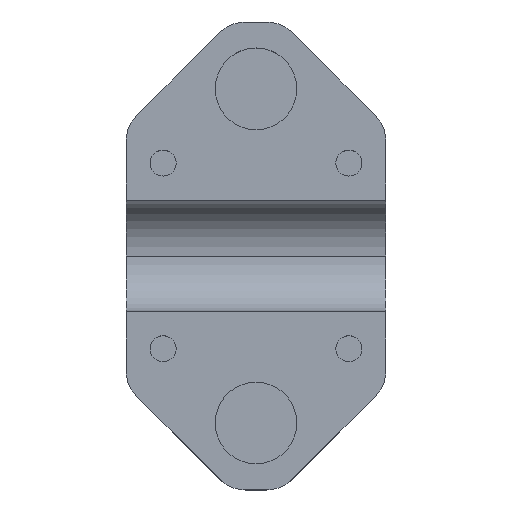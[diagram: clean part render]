
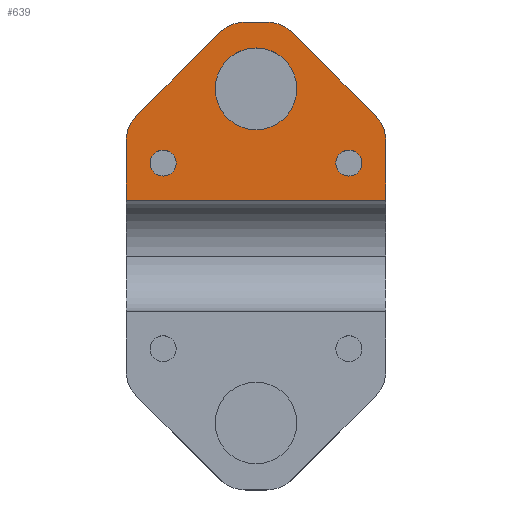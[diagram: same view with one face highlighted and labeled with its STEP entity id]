
A CAD part, top view. The second image highlights one B-rep face of the part: STEP entity #639.
In plain terms, the highlighted planar face has unit normal (0, 0, 1).
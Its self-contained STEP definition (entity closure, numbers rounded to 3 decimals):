
#28 = DIRECTION ( 'NONE',  ( 0., 0., 1. ) ) ;
#34 = VERTEX_POINT ( 'NONE', #542 ) ;
#47 = DIRECTION ( 'NONE',  ( 1., 0., 0. ) ) ;
#49 = CIRCLE ( 'NONE', #670, 5.5 ) ;
#52 = DIRECTION ( 'NONE',  ( 0., -1., 0. ) ) ;
#81 = ORIENTED_EDGE ( 'NONE', *, *, #1084, .T. ) ;
#107 = DIRECTION ( 'NONE',  ( 0., 0., 1. ) ) ;
#112 = VECTOR ( 'NONE', #887, 1000. ) ;
#131 = DIRECTION ( 'NONE',  ( 0., 0., 1. ) ) ;
#134 = CARTESIAN_POINT ( 'NONE',  ( 14.25, 12.5, 12.5 ) ) ;
#137 = CARTESIAN_POINT ( 'NONE',  ( 16.036, 18.964, 12.5 ) ) ;
#146 = CARTESIAN_POINT ( 'NONE',  ( 17.5, 15.429, 12.5 ) ) ;
#149 = CARTESIAN_POINT ( 'NONE',  ( -17.501, 7.496, 12.5 ) ) ;
#151 = PLANE ( 'NONE',  #813 ) ;
#158 = VERTEX_POINT ( 'NONE', #874 ) ;
#166 = ORIENTED_EDGE ( 'NONE', *, *, #1103, .F. ) ;
#167 = CARTESIAN_POINT ( 'NONE',  ( -10.75, 12.5, 12.5 ) ) ;
#192 = CARTESIAN_POINT ( 'NONE',  ( -12.5, 12.5, 12.5 ) ) ;
#196 = DIRECTION ( 'NONE',  ( -0.707, -0.707, 0. ) ) ;
#205 = CARTESIAN_POINT ( 'NONE',  ( -16.036, 18.964, 12.5 ) ) ;
#215 = ORIENTED_EDGE ( 'NONE', *, *, #1333, .T. ) ;
#219 = DIRECTION ( 'NONE',  ( -1., 0., 0. ) ) ;
#222 = VERTEX_POINT ( 'NONE', #539 ) ;
#228 = CARTESIAN_POINT ( 'NONE',  ( 0., 22.5, 12.5 ) ) ;
#241 = EDGE_LOOP ( 'NONE', ( #493, #320 ) ) ;
#285 = CIRCLE ( 'NONE', #653, 5. ) ;
#294 = DIRECTION ( 'NONE',  ( 1., 0., 0. ) ) ;
#308 = EDGE_LOOP ( 'NONE', ( #650, #1350, #81, #350, #688, #385, #1072, #1158, #1469, #215 ) ) ;
#320 = ORIENTED_EDGE ( 'NONE', *, *, #1248, .F. ) ;
#324 = DIRECTION ( 'NONE',  ( 1., 0., 0. ) ) ;
#328 = CARTESIAN_POINT ( 'NONE',  ( -1.429, 26.5, 12.5 ) ) ;
#332 = VECTOR ( 'NONE', #52, 1000. ) ;
#338 = CARTESIAN_POINT ( 'NONE',  ( -14.25, 12.5, 12.5 ) ) ;
#345 = AXIS2_PLACEMENT_3D ( 'NONE', #696, #28, #823 ) ;
#348 = VERTEX_POINT ( 'NONE', #1511 ) ;
#350 = ORIENTED_EDGE ( 'NONE', *, *, #1116, .T. ) ;
#355 = CARTESIAN_POINT ( 'NONE',  ( -5.5, 22.5, 12.5 ) ) ;
#356 = AXIS2_PLACEMENT_3D ( 'NONE', #1218, #438, #1358 ) ;
#385 = ORIENTED_EDGE ( 'NONE', *, *, #1121, .T. ) ;
#408 = CARTESIAN_POINT ( 'NONE',  ( -12.5, 15.429, 12.5 ) ) ;
#438 = DIRECTION ( 'NONE',  ( 0., 0., 1. ) ) ;
#441 = LINE ( 'NONE', #149, #1421 ) ;
#454 = DIRECTION ( 'NONE',  ( 1., 0., 0. ) ) ;
#465 = CIRCLE ( 'NONE', #485, 1.75 ) ;
#475 = AXIS2_PLACEMENT_3D ( 'NONE', #668, #1517, #695 ) ;
#482 = CARTESIAN_POINT ( 'NONE',  ( -4.964, 30.036, 12.5 ) ) ;
#485 = AXIS2_PLACEMENT_3D ( 'NONE', #192, #1036, #294 ) ;
#493 = ORIENTED_EDGE ( 'NONE', *, *, #1108, .F. ) ;
#503 = VECTOR ( 'NONE', #196, 1000. ) ;
#522 = VERTEX_POINT ( 'NONE', #146 ) ;
#538 = AXIS2_PLACEMENT_3D ( 'NONE', #802, #107, #926 ) ;
#539 = CARTESIAN_POINT ( 'NONE',  ( -17.5, 7.496, 12.5 ) ) ;
#541 = DIRECTION ( 'NONE',  ( 1., 0., 0. ) ) ;
#542 = CARTESIAN_POINT ( 'NONE',  ( 10.75, 12.5, 12.5 ) ) ;
#543 = EDGE_LOOP ( 'NONE', ( #1402, #747 ) ) ;
#573 = VERTEX_POINT ( 'NONE', #846 ) ;
#576 = DIRECTION ( 'NONE',  ( 0., 0., 1. ) ) ;
#603 = CARTESIAN_POINT ( 'NONE',  ( 4.964, 30.036, 12.5 ) ) ;
#604 = FACE_BOUND ( 'NONE', #241, .T. ) ;
#605 = CIRCLE ( 'NONE', #656, 5. ) ;
#607 = CARTESIAN_POINT ( 'NONE',  ( -1.429, 31.5, 12.5 ) ) ;
#612 = DIRECTION ( 'NONE',  ( 0., 0., 1. ) ) ;
#615 = VERTEX_POINT ( 'NONE', #603 ) ;
#622 = VERTEX_POINT ( 'NONE', #355 ) ;
#625 = LINE ( 'NONE', #810, #1237 ) ;
#626 = CIRCLE ( 'NONE', #538, 1.75 ) ;
#635 = AXIS2_PLACEMENT_3D ( 'NONE', #408, #1324, #541 ) ;
#639 = ADVANCED_FACE ( 'NONE', ( #937, #1381, #604, #975 ), #151, .T. ) ;
#641 = VERTEX_POINT ( 'NONE', #482 ) ;
#646 = CIRCLE ( 'NONE', #356, 1.75 ) ;
#650 = ORIENTED_EDGE ( 'NONE', *, *, #1079, .T. ) ;
#653 = AXIS2_PLACEMENT_3D ( 'NONE', #328, #1230, #454 ) ;
#656 = AXIS2_PLACEMENT_3D ( 'NONE', #827, #131, #951 ) ;
#665 = AXIS2_PLACEMENT_3D ( 'NONE', #1362, #576, #1459 ) ;
#668 = CARTESIAN_POINT ( 'NONE',  ( 0., 22.5, 12.5 ) ) ;
#670 = AXIS2_PLACEMENT_3D ( 'NONE', #228, #1087, #324 ) ;
#686 = VECTOR ( 'NONE', #1022, 1000. ) ;
#688 = ORIENTED_EDGE ( 'NONE', *, *, #988, .T. ) ;
#695 = DIRECTION ( 'NONE',  ( 1., 0., 0. ) ) ;
#696 = CARTESIAN_POINT ( 'NONE',  ( -12.5, 12.5, 12.5 ) ) ;
#701 = VERTEX_POINT ( 'NONE', #134 ) ;
#728 = CARTESIAN_POINT ( 'NONE',  ( -17.5, 17.5, 12.5 ) ) ;
#747 = ORIENTED_EDGE ( 'NONE', *, *, #1168, .F. ) ;
#770 = CARTESIAN_POINT ( 'NONE',  ( 17.5, 17.5, 12.5 ) ) ;
#800 = LINE ( 'NONE', #1184, #503 ) ;
#802 = CARTESIAN_POINT ( 'NONE',  ( 12.5, 12.5, 12.5 ) ) ;
#810 = CARTESIAN_POINT ( 'NONE',  ( 3.5, 31.5, 12.5 ) ) ;
#813 = AXIS2_PLACEMENT_3D ( 'NONE', #1266, #612, #1476 ) ;
#823 = DIRECTION ( 'NONE',  ( 1., 0., 0. ) ) ;
#827 = CARTESIAN_POINT ( 'NONE',  ( 1.429, 26.5, 12.5 ) ) ;
#838 = VERTEX_POINT ( 'NONE', #338 ) ;
#846 = CARTESIAN_POINT ( 'NONE',  ( 1.429, 31.5, 12.5 ) ) ;
#874 = CARTESIAN_POINT ( 'NONE',  ( 5.5, 22.5, 12.5 ) ) ;
#887 = DIRECTION ( 'NONE',  ( 0., 1., 0. ) ) ;
#926 = DIRECTION ( 'NONE',  ( -1., 0., 0. ) ) ;
#937 = FACE_BOUND ( 'NONE', #543, .T. ) ;
#951 = DIRECTION ( 'NONE',  ( 1., 0., 0. ) ) ;
#962 = VERTEX_POINT ( 'NONE', #1220 ) ;
#975 = FACE_OUTER_BOUND ( 'NONE', #308, .T. ) ;
#988 = EDGE_CURVE ( 'NONE', #573, #1342, #625, .T. ) ;
#1005 = EDGE_CURVE ( 'NONE', #641, #1137, #800, .T. ) ;
#1019 = CIRCLE ( 'NONE', #345, 1.75 ) ;
#1022 = DIRECTION ( 'NONE',  ( -0.707, 0.707, 0. ) ) ;
#1027 = EDGE_CURVE ( 'NONE', #962, #222, #1326, .T. ) ;
#1036 = DIRECTION ( 'NONE',  ( 0., 0., 1. ) ) ;
#1066 = CIRCLE ( 'NONE', #475, 5.5 ) ;
#1069 = LINE ( 'NONE', #770, #112 ) ;
#1072 = ORIENTED_EDGE ( 'NONE', *, *, #1005, .T. ) ;
#1079 = EDGE_CURVE ( 'NONE', #348, #522, #1069, .T. ) ;
#1084 = EDGE_CURVE ( 'NONE', #1307, #615, #1382, .T. ) ;
#1087 = DIRECTION ( 'NONE',  ( 0., 0., 1. ) ) ;
#1101 = EDGE_CURVE ( 'NONE', #701, #34, #646, .T. ) ;
#1103 = EDGE_CURVE ( 'NONE', #1371, #838, #1019, .T. ) ;
#1108 = EDGE_CURVE ( 'NONE', #158, #622, #49, .T. ) ;
#1111 = EDGE_CURVE ( 'NONE', #522, #1307, #1300, .T. ) ;
#1116 = EDGE_CURVE ( 'NONE', #615, #573, #605, .T. ) ;
#1121 = EDGE_CURVE ( 'NONE', #1342, #641, #285, .T. ) ;
#1123 = EDGE_CURVE ( 'NONE', #1137, #962, #1455, .T. ) ;
#1137 = VERTEX_POINT ( 'NONE', #205 ) ;
#1139 = ORIENTED_EDGE ( 'NONE', *, *, #1231, .F. ) ;
#1158 = ORIENTED_EDGE ( 'NONE', *, *, #1123, .T. ) ;
#1163 = CARTESIAN_POINT ( 'NONE',  ( 3.5, 31.5, 12.5 ) ) ;
#1168 = EDGE_CURVE ( 'NONE', #34, #701, #626, .T. ) ;
#1184 = CARTESIAN_POINT ( 'NONE',  ( -3.5, 31.5, 12.5 ) ) ;
#1218 = CARTESIAN_POINT ( 'NONE',  ( 12.5, 12.5, 12.5 ) ) ;
#1220 = CARTESIAN_POINT ( 'NONE',  ( -17.5, 15.429, 12.5 ) ) ;
#1230 = DIRECTION ( 'NONE',  ( 0., 0., 1. ) ) ;
#1231 = EDGE_CURVE ( 'NONE', #838, #1371, #465, .T. ) ;
#1237 = VECTOR ( 'NONE', #219, 1000. ) ;
#1248 = EDGE_CURVE ( 'NONE', #622, #158, #1066, .T. ) ;
#1266 = CARTESIAN_POINT ( 'NONE',  ( 0., 0., 12.5 ) ) ;
#1300 = CIRCLE ( 'NONE', #665, 5. ) ;
#1307 = VERTEX_POINT ( 'NONE', #137 ) ;
#1324 = DIRECTION ( 'NONE',  ( 0., 0., 1. ) ) ;
#1326 = LINE ( 'NONE', #728, #332 ) ;
#1333 = EDGE_CURVE ( 'NONE', #222, #348, #441, .T. ) ;
#1342 = VERTEX_POINT ( 'NONE', #607 ) ;
#1350 = ORIENTED_EDGE ( 'NONE', *, *, #1111, .T. ) ;
#1358 = DIRECTION ( 'NONE',  ( -1., 0., 0. ) ) ;
#1362 = CARTESIAN_POINT ( 'NONE',  ( 12.5, 15.429, 12.5 ) ) ;
#1371 = VERTEX_POINT ( 'NONE', #167 ) ;
#1381 = FACE_BOUND ( 'NONE', #1506, .T. ) ;
#1382 = LINE ( 'NONE', #1163, #686 ) ;
#1402 = ORIENTED_EDGE ( 'NONE', *, *, #1101, .F. ) ;
#1421 = VECTOR ( 'NONE', #47, 1000. ) ;
#1455 = CIRCLE ( 'NONE', #635, 5. ) ;
#1459 = DIRECTION ( 'NONE',  ( 1., 0., 0. ) ) ;
#1469 = ORIENTED_EDGE ( 'NONE', *, *, #1027, .T. ) ;
#1476 = DIRECTION ( 'NONE',  ( 1., 0., 0. ) ) ;
#1506 = EDGE_LOOP ( 'NONE', ( #166, #1139 ) ) ;
#1511 = CARTESIAN_POINT ( 'NONE',  ( 17.5, 7.496, 12.5 ) ) ;
#1517 = DIRECTION ( 'NONE',  ( 0., 0., 1. ) ) ;
